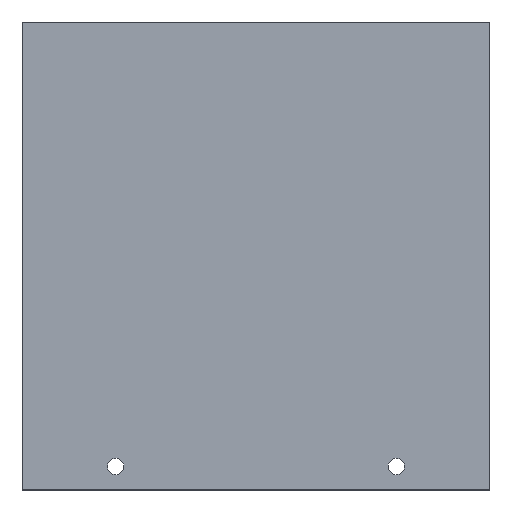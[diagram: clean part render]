
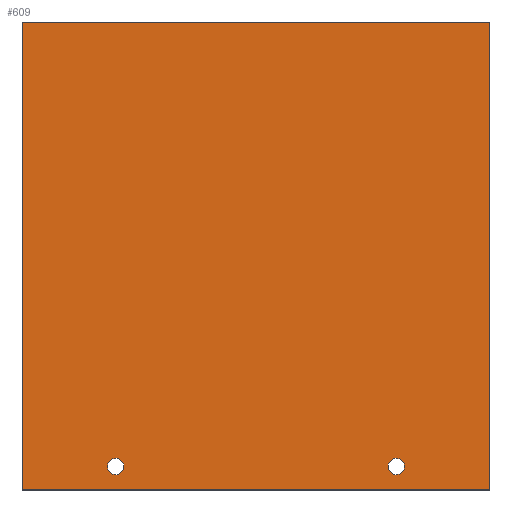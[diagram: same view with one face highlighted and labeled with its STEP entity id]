
A CAD part, top view. The second image highlights one B-rep face of the part: STEP entity #609.
In plain terms, the highlighted planar face has unit normal (0, 0, 1).
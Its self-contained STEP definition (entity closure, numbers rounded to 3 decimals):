
#6 = LINE ( 'NONE', #196, #339 ) ;
#17 = AXIS2_PLACEMENT_3D ( 'NONE', #115, #303, #69 ) ;
#21 = CIRCLE ( 'NONE', #590, 1.75 ) ;
#35 = CARTESIAN_POINT ( 'NONE',  ( -156.254, -31.798, 10. ) ) ;
#37 = EDGE_LOOP ( 'NONE', ( #387, #218, #243, #308 ) ) ;
#46 = ORIENTED_EDGE ( 'NONE', *, *, #480, .F. ) ;
#50 = CARTESIAN_POINT ( 'NONE',  ( 0., 63.202, 10. ) ) ;
#69 = DIRECTION ( 'NONE',  ( 1., 0., 0. ) ) ;
#71 = EDGE_CURVE ( 'NONE', #390, #77, #21, .T. ) ;
#73 = VERTEX_POINT ( 'NONE', #227 ) ;
#77 = VERTEX_POINT ( 'NONE', #126 ) ;
#84 = VECTOR ( 'NONE', #423, 1000. ) ;
#98 = CARTESIAN_POINT ( 'NONE',  ( -96.254, -31.798, 10. ) ) ;
#109 = LINE ( 'NONE', #563, #379 ) ;
#112 = DIRECTION ( 'NONE',  ( 0., -1., 0. ) ) ;
#115 = CARTESIAN_POINT ( 'NONE',  ( 0., 0., 10. ) ) ;
#126 = CARTESIAN_POINT ( 'NONE',  ( -154.504, -31.798, 10. ) ) ;
#131 = CARTESIAN_POINT ( 'NONE',  ( -98.004, -31.798, 10. ) ) ;
#153 = VERTEX_POINT ( 'NONE', #131 ) ;
#155 = DIRECTION ( 'NONE',  ( 0., 0., 1. ) ) ;
#171 = ORIENTED_EDGE ( 'NONE', *, *, #462, .F. ) ;
#195 = EDGE_LOOP ( 'NONE', ( #349, #46 ) ) ;
#196 = CARTESIAN_POINT ( 'NONE',  ( -176.254, 0., 10. ) ) ;
#217 = CIRCLE ( 'NONE', #589, 1.75 ) ;
#218 = ORIENTED_EDGE ( 'NONE', *, *, #490, .T. ) ;
#227 = CARTESIAN_POINT ( 'NONE',  ( -76.254, 63.202, 10. ) ) ;
#239 = CARTESIAN_POINT ( 'NONE',  ( -176.254, -36.798, 10. ) ) ;
#242 = DIRECTION ( 'NONE',  ( 1., 0., 0. ) ) ;
#243 = ORIENTED_EDGE ( 'NONE', *, *, #618, .T. ) ;
#245 = CARTESIAN_POINT ( 'NONE',  ( -176.254, 63.202, 10. ) ) ;
#248 = CARTESIAN_POINT ( 'NONE',  ( -76.254, -36.798, 10. ) ) ;
#261 = VECTOR ( 'NONE', #242, 1000. ) ;
#267 = CIRCLE ( 'NONE', #291, 1.75 ) ;
#272 = EDGE_CURVE ( 'NONE', #73, #570, #109, .T. ) ;
#288 = LINE ( 'NONE', #50, #261 ) ;
#290 = DIRECTION ( 'NONE',  ( 0., 0., 1. ) ) ;
#291 = AXIS2_PLACEMENT_3D ( 'NONE', #98, #290, #350 ) ;
#303 = DIRECTION ( 'NONE',  ( 0., 0., 1. ) ) ;
#308 = ORIENTED_EDGE ( 'NONE', *, *, #272, .F. ) ;
#317 = FACE_BOUND ( 'NONE', #632, .T. ) ;
#332 = EDGE_CURVE ( 'NONE', #376, #73, #288, .T. ) ;
#339 = VECTOR ( 'NONE', #112, 1000. ) ;
#349 = ORIENTED_EDGE ( 'NONE', *, *, #441, .F. ) ;
#350 = DIRECTION ( 'NONE',  ( 1., 0., 0. ) ) ;
#357 = CARTESIAN_POINT ( 'NONE',  ( -156.254, -31.798, 10. ) ) ;
#362 = CIRCLE ( 'NONE', #475, 1.75 ) ;
#376 = VERTEX_POINT ( 'NONE', #245 ) ;
#379 = VECTOR ( 'NONE', #502, 1000. ) ;
#387 = ORIENTED_EDGE ( 'NONE', *, *, #332, .F. ) ;
#390 = VERTEX_POINT ( 'NONE', #623 ) ;
#404 = VERTEX_POINT ( 'NONE', #479 ) ;
#423 = DIRECTION ( 'NONE',  ( 1., 0., 0. ) ) ;
#433 = DIRECTION ( 'NONE',  ( 0., 0., 1. ) ) ;
#441 = EDGE_CURVE ( 'NONE', #153, #404, #217, .T. ) ;
#443 = DIRECTION ( 'NONE',  ( 1., 0., 0. ) ) ;
#448 = CARTESIAN_POINT ( 'NONE',  ( -96.254, -31.798, 10. ) ) ;
#462 = EDGE_CURVE ( 'NONE', #77, #390, #362, .T. ) ;
#474 = LINE ( 'NONE', #628, #84 ) ;
#475 = AXIS2_PLACEMENT_3D ( 'NONE', #357, #155, #518 ) ;
#479 = CARTESIAN_POINT ( 'NONE',  ( -94.504, -31.798, 10. ) ) ;
#480 = EDGE_CURVE ( 'NONE', #404, #153, #267, .T. ) ;
#490 = EDGE_CURVE ( 'NONE', #376, #556, #6, .T. ) ;
#502 = DIRECTION ( 'NONE',  ( 0., -1., 0. ) ) ;
#518 = DIRECTION ( 'NONE',  ( 1., 0., 0. ) ) ;
#524 = PLANE ( 'NONE',  #17 ) ;
#537 = ORIENTED_EDGE ( 'NONE', *, *, #71, .F. ) ;
#538 = DIRECTION ( 'NONE',  ( 0., 0., 1. ) ) ;
#556 = VERTEX_POINT ( 'NONE', #239 ) ;
#563 = CARTESIAN_POINT ( 'NONE',  ( -76.254, 0., 10. ) ) ;
#570 = VERTEX_POINT ( 'NONE', #248 ) ;
#571 = FACE_OUTER_BOUND ( 'NONE', #37, .T. ) ;
#589 = AXIS2_PLACEMENT_3D ( 'NONE', #448, #538, #644 ) ;
#590 = AXIS2_PLACEMENT_3D ( 'NONE', #35, #433, #443 ) ;
#609 = ADVANCED_FACE ( 'NONE', ( #617, #571, #317 ), #524, .T. ) ;
#617 = FACE_BOUND ( 'NONE', #195, .T. ) ;
#618 = EDGE_CURVE ( 'NONE', #556, #570, #474, .T. ) ;
#623 = CARTESIAN_POINT ( 'NONE',  ( -158.004, -31.798, 10. ) ) ;
#628 = CARTESIAN_POINT ( 'NONE',  ( 0., -36.798, 10. ) ) ;
#632 = EDGE_LOOP ( 'NONE', ( #537, #171 ) ) ;
#644 = DIRECTION ( 'NONE',  ( 1., 0., 0. ) ) ;
